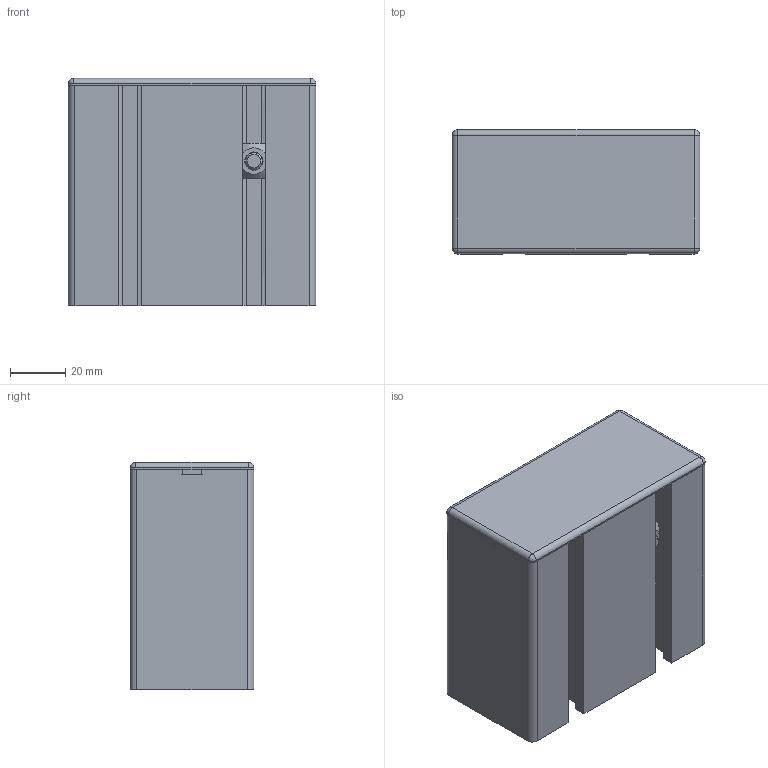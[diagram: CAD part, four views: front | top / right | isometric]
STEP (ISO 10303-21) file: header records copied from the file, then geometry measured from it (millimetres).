
FILE_DESCRIPTION((''),'2;1');
FILE_NAME('700800P.iam.stp','2010-09-05T10:36:22',(''),(''),'Autodesk Inventor 2010','Autodesk Inventor 2010','');
FILE_SCHEMA(('AUTOMOTIVE_DESIGN { 1 0 10303 214 1 1 1 1 }'));
Length unit declared in the file: millimetre
Products named in the file (9): 700800P; 124590-80; Podložka 13x13 210813; DIN 9021 6,4; DIN 912 M6 x 25; DIN 625 SKF 626; Ozubené kolo; Matice 45 210800; 224590 224590
Assembly tree (9 placements, depth 2):
  700800P
    124590-80
    Podložka 13x13 210813
    DIN 9021 6,4  x2
    DIN 912 M6 x 25
    DIN 625 SKF 626
    Ozubené kolo
    Matice 45 210800
    224590 224590
Bounding box: 90 x 45 x 82.5 mm (x, y, z)
Volume: 85810.8 mm3; surface area: 82551.9 mm2
Topology: 9 solids, 9 shells, 333 faces, 942 edges, 620 vertices
Faces by surface type: plane 138, cylinder 102, cone 37, bspline 28, torus 19, sphere 9
Full cylindrical faces by diameter (mm): 6 x2, 6.4 x2, 7.2 x3, 10 x1, 10.16 x2, 14.84 x2, 18 x2, 19 x2, 21.5 x2
Entity records: 11998 total; most frequent: CARTESIAN_POINT 3720, ORIENTED_EDGE 1750, DIRECTION 1591, EDGE_CURVE 875, AXIS2_PLACEMENT_3D 606, VERTEX_POINT 594, EDGE_LOOP 403, VECTOR 379
